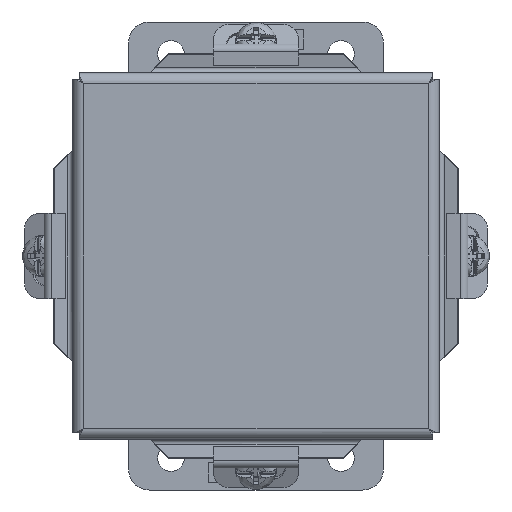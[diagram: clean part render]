
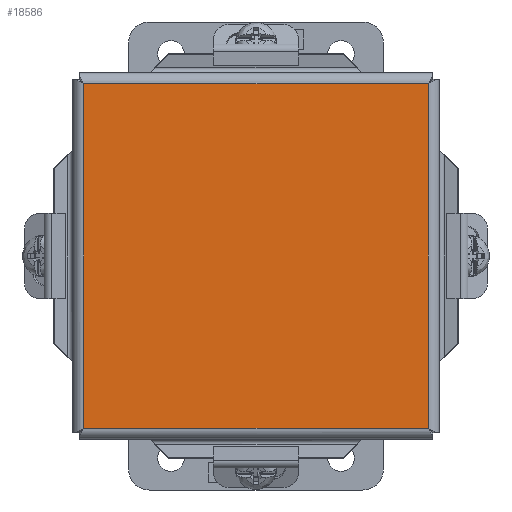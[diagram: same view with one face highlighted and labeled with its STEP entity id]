
A CAD part, front view. The second image highlights one B-rep face of the part: STEP entity #18586.
In plain terms, the highlighted planar face has unit normal (0, -1, 0).
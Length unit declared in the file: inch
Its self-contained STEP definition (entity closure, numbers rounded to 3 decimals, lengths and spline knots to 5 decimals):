
#57 = CARTESIAN_POINT ( 'NONE',  ( -2.027, -3.206, -2.027 ) ) ;
#207 = PLANE ( 'NONE',  #1327 ) ;
#480 = EDGE_LOOP ( 'NONE', ( #18388, #11159, #6573, #21235 ) ) ;
#955 = DIRECTION ( 'NONE',  ( 0., 0., -1. ) ) ;
#1327 = AXIS2_PLACEMENT_3D ( 'NONE', #57, #21421, #1802 ) ;
#1802 = DIRECTION ( 'NONE',  ( 0., 0., -1. ) ) ;
#3159 = VECTOR ( 'NONE', #21841, 39.37008 ) ;
#3670 = EDGE_CURVE ( 'NONE', #13499, #15292, #8033, .T. ) ;
#3961 = VECTOR ( 'NONE', #21327, 39.37008 ) ;
#4008 = EDGE_CURVE ( 'NONE', #15292, #6117, #5565, .T. ) ;
#4055 = FACE_OUTER_BOUND ( 'NONE', #480, .T. ) ;
#4302 = CARTESIAN_POINT ( 'NONE',  ( -2.027, -3.206, 2.027 ) ) ;
#5565 = LINE ( 'NONE', #7248, #3961 ) ;
#6117 = VERTEX_POINT ( 'NONE', #21703 ) ;
#6519 = CARTESIAN_POINT ( 'NONE',  ( -2.027, -3.206, -2.027 ) ) ;
#6573 = ORIENTED_EDGE ( 'NONE', *, *, #20831, .F. ) ;
#6889 = VERTEX_POINT ( 'NONE', #4302 ) ;
#7205 = DIRECTION ( 'NONE',  ( 0., 0., 1. ) ) ;
#7248 = CARTESIAN_POINT ( 'NONE',  ( 2.027, -3.206, -2.027 ) ) ;
#8033 = LINE ( 'NONE', #21878, #22139 ) ;
#10935 = LINE ( 'NONE', #6519, #15186 ) ;
#11159 = ORIENTED_EDGE ( 'NONE', *, *, #13980, .F. ) ;
#11497 = CARTESIAN_POINT ( 'NONE',  ( 2.027, -3.206, 2.027 ) ) ;
#12371 = CARTESIAN_POINT ( 'NONE',  ( 2.027, -3.206, -2.027 ) ) ;
#13499 = VERTEX_POINT ( 'NONE', #11497 ) ;
#13980 = EDGE_CURVE ( 'NONE', #6889, #13499, #22122, .T. ) ;
#15186 = VECTOR ( 'NONE', #7205, 39.37008 ) ;
#15292 = VERTEX_POINT ( 'NONE', #12371 ) ;
#18388 = ORIENTED_EDGE ( 'NONE', *, *, #3670, .F. ) ;
#18586 = ADVANCED_FACE ( 'NONE', ( #4055 ), #207, .T. ) ;
#20013 = CARTESIAN_POINT ( 'NONE',  ( -2.027, -3.206, 2.027 ) ) ;
#20831 = EDGE_CURVE ( 'NONE', #6117, #6889, #10935, .T. ) ;
#21235 = ORIENTED_EDGE ( 'NONE', *, *, #4008, .F. ) ;
#21327 = DIRECTION ( 'NONE',  ( -1., 0., 0. ) ) ;
#21421 = DIRECTION ( 'NONE',  ( 0., -1., 0. ) ) ;
#21703 = CARTESIAN_POINT ( 'NONE',  ( -2.027, -3.206, -2.027 ) ) ;
#21841 = DIRECTION ( 'NONE',  ( 1., 0., 0. ) ) ;
#21878 = CARTESIAN_POINT ( 'NONE',  ( 2.027, -3.206, 2.027 ) ) ;
#22122 = LINE ( 'NONE', #20013, #3159 ) ;
#22139 = VECTOR ( 'NONE', #955, 39.37008 ) ;
